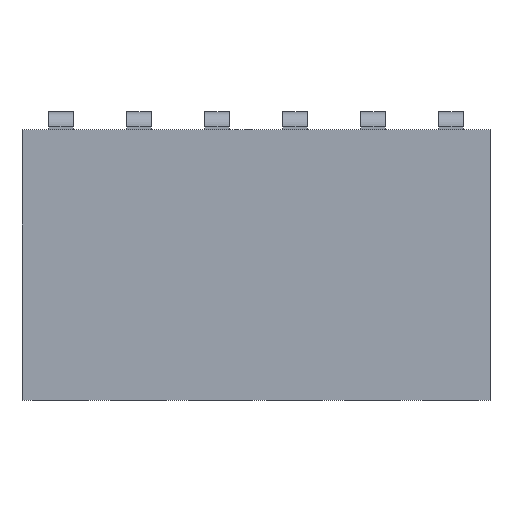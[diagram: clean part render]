
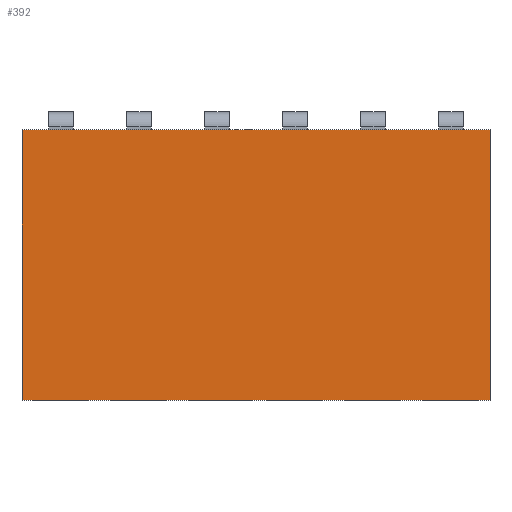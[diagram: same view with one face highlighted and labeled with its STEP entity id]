
A CAD part, top view. The second image highlights one B-rep face of the part: STEP entity #392.
In plain terms, the highlighted planar face has unit normal (0, 0, 1).
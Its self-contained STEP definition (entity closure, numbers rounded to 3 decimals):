
#392=ADVANCED_FACE('',(#3618),#3620,.T.);
#3618=FACE_BOUND('',#3619,.T.);
#3619=EDGE_LOOP('',(#6165,#6166,#6167,#6168));
#3620=PLANE('',#3621);
#3621=AXIS2_PLACEMENT_3D('',#3622,#3623,#3624);
#3622=CARTESIAN_POINT('',(-0.635,-4.625,1.8));
#3623=DIRECTION('',(0.,0.,1.));
#3624=DIRECTION('',(1.,0.,0.));
#6165=ORIENTED_EDGE('',*,*,#8035,.T.);
#6166=ORIENTED_EDGE('',*,*,#8032,.T.);
#6167=ORIENTED_EDGE('',*,*,#7980,.F.);
#6168=ORIENTED_EDGE('',*,*,#7988,.F.);
#7980=EDGE_CURVE('',#9013,#9015,#9016,.T.);
#7988=EDGE_CURVE('',#9026,#9013,#9028,.T.);
#8032=EDGE_CURVE('',#9096,#9015,#9097,.T.);
#8035=EDGE_CURVE('',#9026,#9096,#9101,.T.);
#9013=VERTEX_POINT('',#10743);
#9015=VERTEX_POINT('',#10747);
#9016=LINE('',#10748,#10749);
#9026=VERTEX_POINT('',#10772);
#9028=LINE('',#10776,#10777);
#9096=VERTEX_POINT('',#10932);
#9097=LINE('',#10933,#10934);
#9101=LINE('',#10943,#10944);
#10743=CARTESIAN_POINT('',(-0.635,-0.225,1.8));
#10747=CARTESIAN_POINT('',(6.985,-0.225,1.8));
#10748=CARTESIAN_POINT('',(-0.635,-0.225,1.8));
#10749=VECTOR('',#10750,1.);
#10750=DIRECTION('',(1.,0.,0.));
#10772=CARTESIAN_POINT('',(-0.635,-4.625,1.8));
#10776=CARTESIAN_POINT('',(-0.635,-4.625,1.8));
#10777=VECTOR('',#10778,1.);
#10778=DIRECTION('',(0.,1.,0.));
#10932=CARTESIAN_POINT('',(6.985,-4.625,1.8));
#10933=CARTESIAN_POINT('',(6.985,-4.625,1.8));
#10934=VECTOR('',#10935,1.);
#10935=DIRECTION('',(0.,1.,0.));
#10943=CARTESIAN_POINT('',(-0.635,-4.625,1.8));
#10944=VECTOR('',#10945,1.);
#10945=DIRECTION('',(1.,0.,0.));
